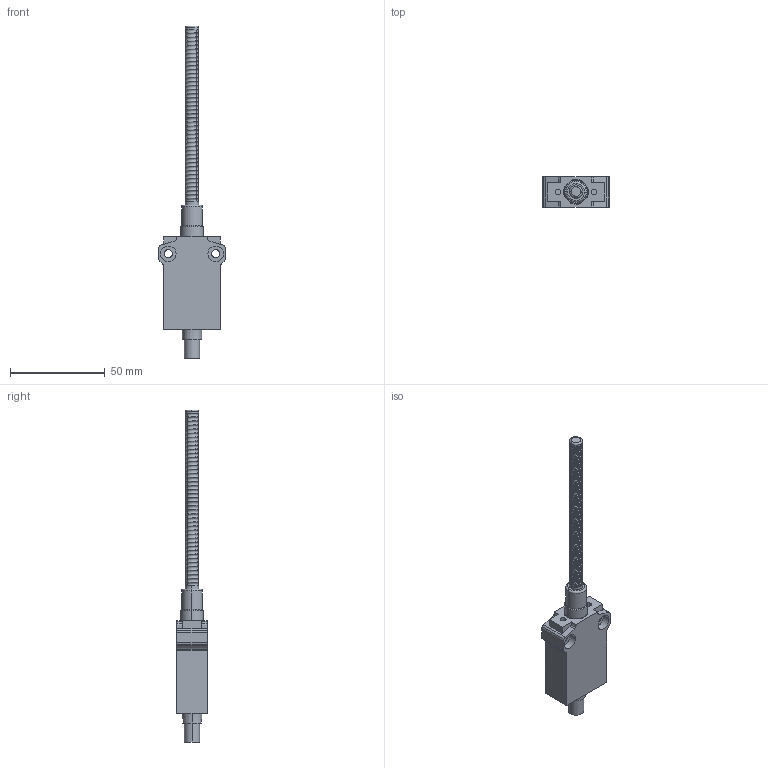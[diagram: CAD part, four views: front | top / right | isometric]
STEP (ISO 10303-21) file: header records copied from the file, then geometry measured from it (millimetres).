
FILE_DESCRIPTION (( 'STEP AP214' ), '1' );
FILE_NAME ('AEM2G93Z11-HF1.step', '2019-09-05T21:02:05', ( '' ), ( '' ), 'SwSTEP 2.0', 'SolidWorks 2018', '' );
FILE_SCHEMA (( 'AUTOMOTIVE_DESIGN' ));
Length unit declared in the file: inch
Products named in the file (1): AEM2G93Z11-HF1
Bounding box: 35 x 16 x 174.9 mm (x, y, z)
Volume: 28715.8 mm3; surface area: 11018.9 mm2
Topology: 4 solids, 4 shells, 388 faces, 835 edges, 467 vertices
Faces by surface type: torus 264, cylinder 61, plane 54, cone 9
Entity records: 11856 total; most frequent: DIRECTION 2278, CARTESIAN_POINT 1707, ORIENTED_EDGE 1670, AXIS2_PLACEMENT_3D 1062, EDGE_CURVE 835, CIRCLE 673, VERTEX_POINT 467, EDGE_LOOP 404
